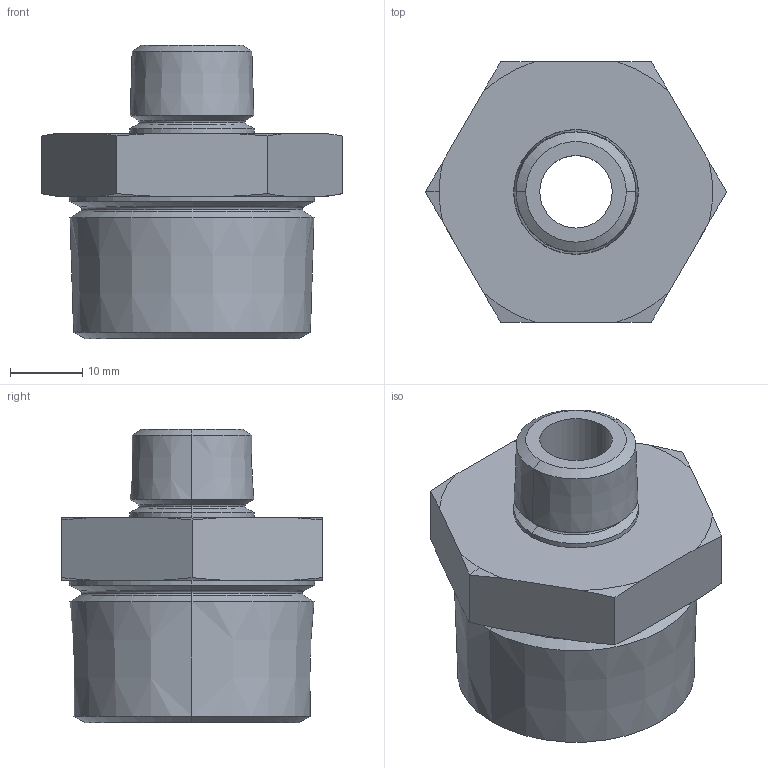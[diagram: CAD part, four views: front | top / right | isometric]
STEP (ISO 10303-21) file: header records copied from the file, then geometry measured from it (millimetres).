
FILE_DESCRIPTION (( 'STEP AP203' ), '1' );
FILE_NAME ('11-0209-11_outokumpu.step', '2015-08-11T11:06:00', ( '' ), ( '' ), 'SwSTEP 2.0', 'SolidWorks 2008', '' );
FILE_SCHEMA (( 'CONFIG_CONTROL_DESIGN' ));
Length unit declared in the file: millimetre
Products named in the file (1): 11-0209-11_outokumpu
Bounding box: 41.57 x 36 x 40.5 mm (x, y, z)
Volume: 16723.6 mm3; surface area: 8016.8 mm2
Topology: 1 solids, 1 shells, 58 faces, 132 edges, 78 vertices
Faces by surface type: cone 36, plane 10, torus 8, cylinder 4
Entity records: 1723 total; most frequent: CARTESIAN_POINT 341, DIRECTION 288, ORIENTED_EDGE 264, EDGE_CURVE 132, AXIS2_PLACEMENT_3D 121, VERTEX_POINT 78, CIRCLE 62, EDGE_LOOP 62
